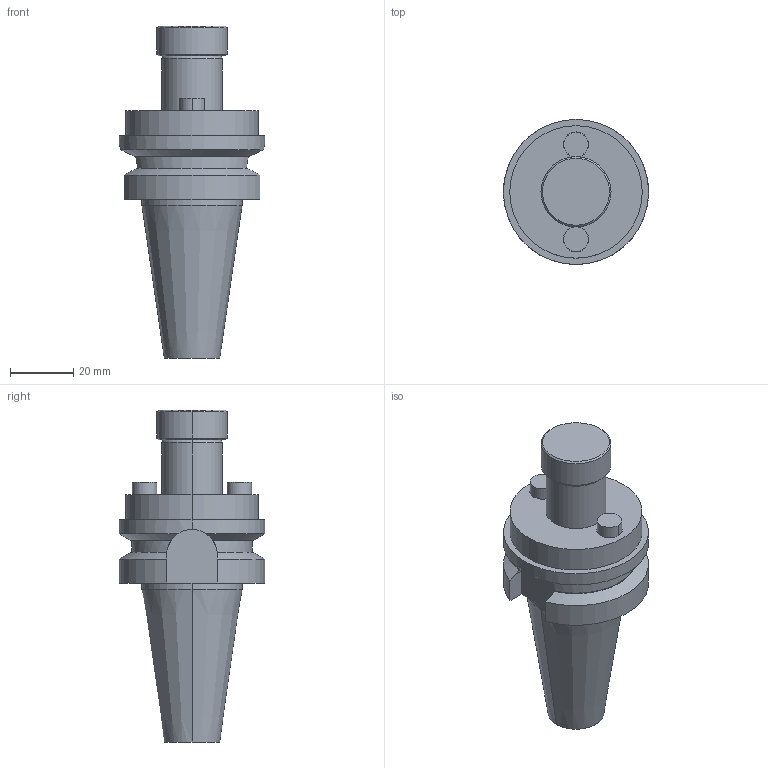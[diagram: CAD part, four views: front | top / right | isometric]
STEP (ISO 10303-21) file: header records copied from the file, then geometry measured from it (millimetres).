
FILE_DESCRIPTION (( 'STEP AP203' ), '1' );
FILE_NAME ('STP-SATE-16611.STEP', '2018-12-14T07:41:07', ( '' ), ( '' ), 'SwSTEP 2.0', 'SolidWorks 2017', '' );
FILE_SCHEMA (( 'CONFIG_CONTROL_DESIGN' ));
Length unit declared in the file: millimetre
Products named in the file (1): STP-SATE-16611
Bounding box: 46 x 46 x 105.25 mm (x, y, z)
Volume: 69432.7 mm3; surface area: 15930.3 mm2
Topology: 4 solids, 4 shells, 76 faces, 166 edges, 106 vertices
Faces by surface type: cylinder 35, plane 27, cone 12, torus 2
Entity records: 2224 total; most frequent: CARTESIAN_POINT 451, DIRECTION 379, ORIENTED_EDGE 328, EDGE_CURVE 164, AXIS2_PLACEMENT_3D 158, VERTEX_POINT 106, EDGE_LOOP 86, CIRCLE 81
